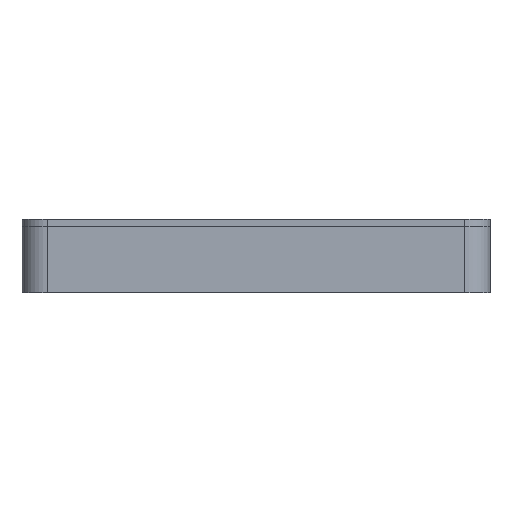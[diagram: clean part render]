
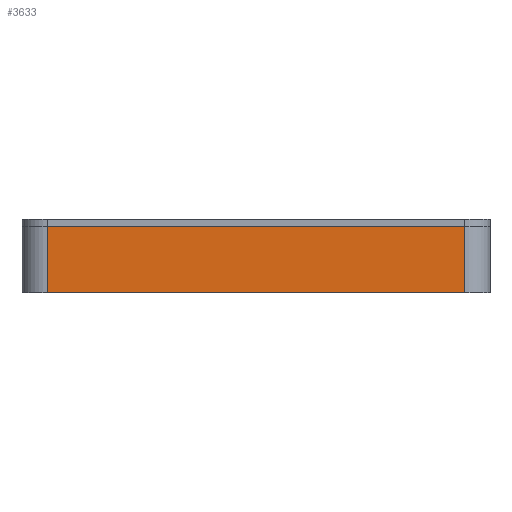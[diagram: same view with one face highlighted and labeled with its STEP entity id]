
A CAD part, left-side view. The second image highlights one B-rep face of the part: STEP entity #3633.
In plain terms, the highlighted planar face has unit normal (-1, 0, 0).
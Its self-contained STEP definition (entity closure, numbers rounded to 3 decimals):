
#599=FACE_OUTER_BOUND('',#899,.T.);
#899=EDGE_LOOP('',(#2895,#2896,#2897,#2898));
#1112=LINE('',#5689,#1402);
#1120=LINE('',#5706,#1410);
#1136=LINE('',#5755,#1426);
#1137=LINE('',#5758,#1427);
#1402=VECTOR('',#4638,10.);
#1410=VECTOR('',#4650,10.);
#1426=VECTOR('',#4694,10.);
#1427=VECTOR('',#4699,10.);
#1745=VERTEX_POINT('',#5682);
#1748=VERTEX_POINT('',#5687);
#1755=VERTEX_POINT('',#5705);
#1774=VERTEX_POINT('',#5754);
#2150=EDGE_CURVE('',#1748,#1745,#1112,.T.);
#2158=EDGE_CURVE('',#1745,#1755,#1120,.T.);
#2183=EDGE_CURVE('',#1755,#1774,#1136,.T.);
#2185=EDGE_CURVE('',#1774,#1748,#1137,.T.);
#2895=ORIENTED_EDGE('',*,*,#2150,.F.);
#2896=ORIENTED_EDGE('',*,*,#2185,.F.);
#2897=ORIENTED_EDGE('',*,*,#2183,.F.);
#2898=ORIENTED_EDGE('',*,*,#2158,.F.);
#3501=PLANE('',#3984);
#3633=ADVANCED_FACE('',(#599),#3501,.T.);
#3984=AXIS2_PLACEMENT_3D('',#5757,#4697,#4698);
#4638=DIRECTION('',(0.,0.,1.));
#4650=DIRECTION('',(0.,-1.,0.));
#4694=DIRECTION('',(0.,0.,-1.));
#4697=DIRECTION('center_axis',(-1.,0.,0.));
#4698=DIRECTION('ref_axis',(0.,-1.,0.));
#4699=DIRECTION('',(0.,1.,0.));
#5682=CARTESIAN_POINT('',(-53.551,65.143,13.));
#5687=CARTESIAN_POINT('',(-53.551,65.143,0.));
#5689=CARTESIAN_POINT('',(-53.551,65.143,0.));
#5705=CARTESIAN_POINT('',(-53.551,-16.657,13.));
#5706=CARTESIAN_POINT('',(-53.551,-21.657,13.));
#5754=CARTESIAN_POINT('',(-53.551,-16.657,0.));
#5755=CARTESIAN_POINT('',(-53.551,-16.657,0.));
#5757=CARTESIAN_POINT('Origin',(-53.551,70.143,0.));
#5758=CARTESIAN_POINT('',(-53.551,-21.657,0.));
